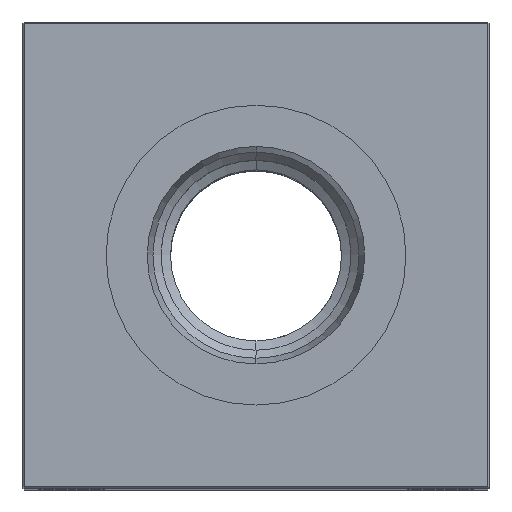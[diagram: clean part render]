
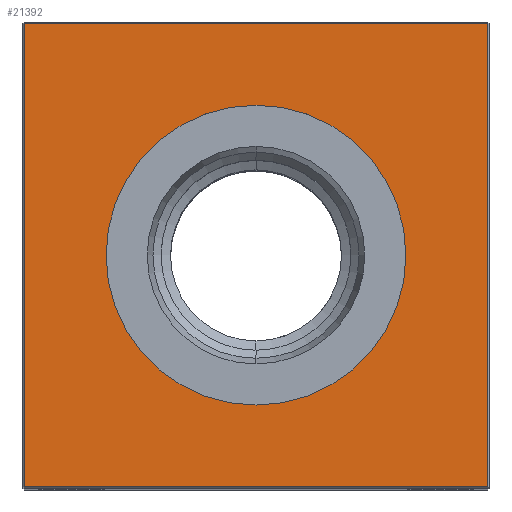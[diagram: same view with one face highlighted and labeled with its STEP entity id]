
A CAD part, top view. The second image highlights one B-rep face of the part: STEP entity #21392.
In plain terms, the highlighted planar face has unit normal (0, 0, 1).
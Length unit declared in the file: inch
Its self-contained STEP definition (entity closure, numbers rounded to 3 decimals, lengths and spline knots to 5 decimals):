
#7 = DIRECTION ( 'NONE',  ( -1., 0., 0. ) ) ;
#211 = ORIENTED_EDGE ( 'NONE', *, *, #11150, .T. ) ;
#714 = AXIS2_PLACEMENT_3D ( 'NONE', #8615, #6707, #7188 ) ;
#1654 = VECTOR ( 'NONE', #9611, 39.37008 ) ;
#2436 = ORIENTED_EDGE ( 'NONE', *, *, #23899, .T. ) ;
#2629 = CARTESIAN_POINT ( 'NONE',  ( 0., 0., 6.25 ) ) ;
#2752 = DIRECTION ( 'NONE',  ( 0., 0., -1. ) ) ;
#2948 = LINE ( 'NONE', #9080, #13431 ) ;
#3011 = CARTESIAN_POINT ( 'NONE',  ( 1.49, -1.49, 6.25 ) ) ;
#3843 = VERTEX_POINT ( 'NONE', #19439 ) ;
#3946 = VERTEX_POINT ( 'NONE', #19071 ) ;
#4073 = AXIS2_PLACEMENT_3D ( 'NONE', #23207, #6024, #7 ) ;
#4660 = FACE_BOUND ( 'NONE', #5810, .T. ) ;
#4664 = EDGE_CURVE ( 'NONE', #24051, #3946, #11536, .T. ) ;
#5134 = VERTEX_POINT ( 'NONE', #20368 ) ;
#5152 = VECTOR ( 'NONE', #8686, 39.37008 ) ;
#5605 = EDGE_CURVE ( 'NONE', #3843, #24051, #17160, .T. ) ;
#5810 = EDGE_LOOP ( 'NONE', ( #2436, #211 ) ) ;
#6024 = DIRECTION ( 'NONE',  ( 0., 0., -1. ) ) ;
#6442 = EDGE_CURVE ( 'NONE', #3946, #7777, #2948, .T. ) ;
#6707 = DIRECTION ( 'NONE',  ( 0., 0., -1. ) ) ;
#7094 = EDGE_LOOP ( 'NONE', ( #10538, #9142, #18671, #15967 ) ) ;
#7188 = DIRECTION ( 'NONE',  ( -1., 0., 0. ) ) ;
#7319 = LINE ( 'NONE', #15787, #16026 ) ;
#7505 = AXIS2_PLACEMENT_3D ( 'NONE', #2629, #2752, #25519 ) ;
#7777 = VERTEX_POINT ( 'NONE', #26976 ) ;
#8477 = EDGE_CURVE ( 'NONE', #7777, #3843, #7319, .T. ) ;
#8615 = CARTESIAN_POINT ( 'NONE',  ( 0., 0., 6.25 ) ) ;
#8686 = DIRECTION ( 'NONE',  ( 1., 0., 0. ) ) ;
#8886 = CARTESIAN_POINT ( 'NONE',  ( 0., 0.96457, 6.25 ) ) ;
#9080 = CARTESIAN_POINT ( 'NONE',  ( 0., 1.49, 6.25 ) ) ;
#9142 = ORIENTED_EDGE ( 'NONE', *, *, #5605, .T. ) ;
#9611 = DIRECTION ( 'NONE',  ( 0., 1., 0. ) ) ;
#10538 = ORIENTED_EDGE ( 'NONE', *, *, #8477, .T. ) ;
#11150 = EDGE_CURVE ( 'NONE', #5134, #13017, #24238, .T. ) ;
#11536 = LINE ( 'NONE', #19720, #1654 ) ;
#13017 = VERTEX_POINT ( 'NONE', #8886 ) ;
#13431 = VECTOR ( 'NONE', #23805, 39.37008 ) ;
#15659 = DIRECTION ( 'NONE',  ( 0., -1., 0. ) ) ;
#15787 = CARTESIAN_POINT ( 'NONE',  ( -1.49, 0., 6.25 ) ) ;
#15967 = ORIENTED_EDGE ( 'NONE', *, *, #6442, .T. ) ;
#16026 = VECTOR ( 'NONE', #15659, 39.37008 ) ;
#17160 = LINE ( 'NONE', #17419, #5152 ) ;
#17419 = CARTESIAN_POINT ( 'NONE',  ( 0., -1.49, 6.25 ) ) ;
#18671 = ORIENTED_EDGE ( 'NONE', *, *, #4664, .T. ) ;
#19071 = CARTESIAN_POINT ( 'NONE',  ( 1.49, 1.49, 6.25 ) ) ;
#19439 = CARTESIAN_POINT ( 'NONE',  ( -1.49, -1.49, 6.25 ) ) ;
#19720 = CARTESIAN_POINT ( 'NONE',  ( 1.49, 0., 6.25 ) ) ;
#20368 = CARTESIAN_POINT ( 'NONE',  ( 0., -0.96457, 6.25 ) ) ;
#21312 = PLANE ( 'NONE',  #7505 ) ;
#21392 = ADVANCED_FACE ( 'NONE', ( #23346, #4660 ), #21312, .F. ) ;
#23207 = CARTESIAN_POINT ( 'NONE',  ( 0., 0., 6.25 ) ) ;
#23346 = FACE_OUTER_BOUND ( 'NONE', #7094, .T. ) ;
#23805 = DIRECTION ( 'NONE',  ( -1., 0., 0. ) ) ;
#23899 = EDGE_CURVE ( 'NONE', #13017, #5134, #25409, .T. ) ;
#24051 = VERTEX_POINT ( 'NONE', #3011 ) ;
#24238 = CIRCLE ( 'NONE', #714, 0.96457 ) ;
#25409 = CIRCLE ( 'NONE', #4073, 0.96457 ) ;
#25519 = DIRECTION ( 'NONE',  ( -1., 0., 0. ) ) ;
#26976 = CARTESIAN_POINT ( 'NONE',  ( -1.49, 1.49, 6.25 ) ) ;
